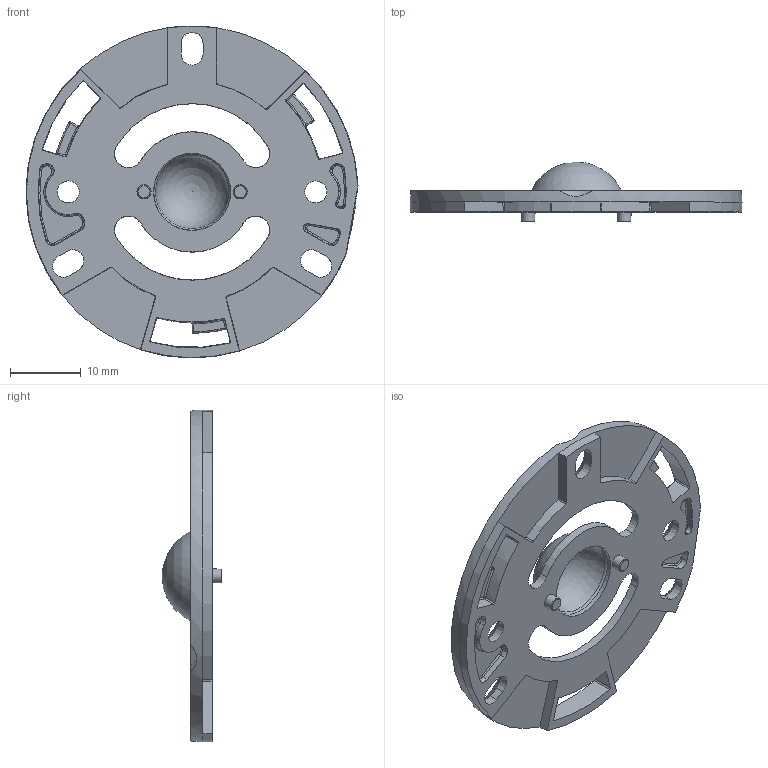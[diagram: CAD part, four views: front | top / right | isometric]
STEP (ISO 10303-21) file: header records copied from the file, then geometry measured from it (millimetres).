
FILE_DESCRIPTION(('STEP AP214'),'1');
FILE_NAME('231113_X75500_3D_BASE_GALAXY2_Mechanical_IndA.stp','2023-11-13T14:44:03',(' '),(' '),'Spatial InterOp 3D',' ',' ');
FILE_SCHEMA(('AUTOMOTIVE_DESIGN { 1 0 10303 214 1 1 1 1 }'));
Length unit declared in the file: millimetre
Products named in the file (1): 231113_X75500_3D_BASE_GALAXY2_Mechanical_IndA
Bounding box: 46.96 x 8.47 x 46.96 mm (x, y, z)
Volume: 2827.3 mm3; surface area: 4116.4 mm2
Topology: 1 solids, 1 shells, 255 faces, 679 edges, 425 vertices
Faces by surface type: plane 81, bspline 65, cone 58, cylinder 24, torus 19, sphere 8
Entity records: 13450 total; most frequent: CARTESIAN_POINT 5547, ORIENTED_EDGE 1306, DIRECTION 1113, EDGE_CURVE 653, AXIS2_PLACEMENT_3D 467, VERTEX_POINT 417, EDGE_LOOP 292, STYLED_ITEM 256
